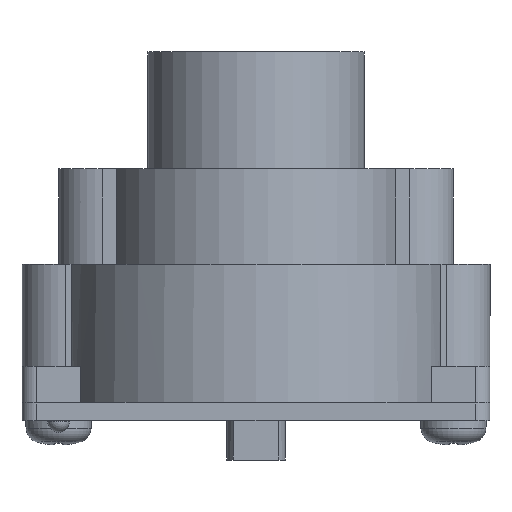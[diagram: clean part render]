
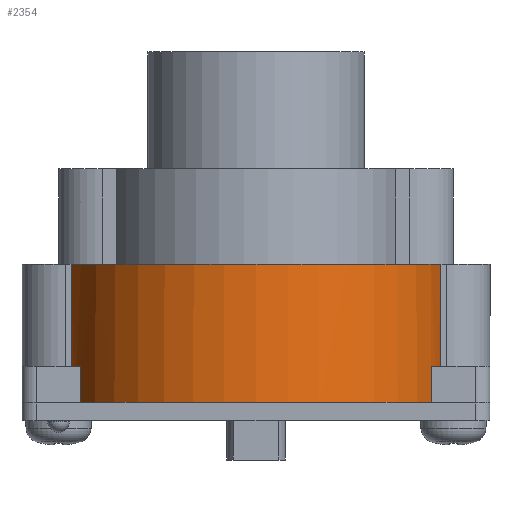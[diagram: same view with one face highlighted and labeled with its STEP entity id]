
A CAD part, front view. The second image highlights one B-rep face of the part: STEP entity #2354.
In plain terms, the highlighted cylindrical face has radius 13 mm (diameter 26 mm), a partial arc.
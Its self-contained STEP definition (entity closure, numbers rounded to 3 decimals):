
#255 = ORIENTED_EDGE ( 'NONE', *, *, #11350, .F. ) ;
#259 = EDGE_CURVE ( 'NONE', #2210, #2933, #10597, .T. ) ;
#470 = VERTEX_POINT ( 'NONE', #567 ) ;
#567 = CARTESIAN_POINT ( 'NONE',  ( 12., -5., 24. ) ) ;
#625 = DIRECTION ( 'NONE',  ( -1., 0., 0. ) ) ;
#664 = ORIENTED_EDGE ( 'NONE', *, *, #259, .T. ) ;
#710 = AXIS2_PLACEMENT_3D ( 'NONE', #9689, #8493, #7295 ) ;
#950 = VERTEX_POINT ( 'NONE', #1202 ) ;
#982 = CARTESIAN_POINT ( 'NONE',  ( -12., -5., 24. ) ) ;
#1037 = EDGE_CURVE ( 'NONE', #2210, #7914, #6296, .T. ) ;
#1202 = CARTESIAN_POINT ( 'NONE',  ( -12.649, -3., 21.5 ) ) ;
#1242 = ORIENTED_EDGE ( 'NONE', *, *, #1037, .F. ) ;
#1588 = VECTOR ( 'NONE', #1884, 1000. ) ;
#1707 = AXIS2_PLACEMENT_3D ( 'NONE', #10610, #8217, #7010 ) ;
#1825 = DIRECTION ( 'NONE',  ( 0., 0., -1. ) ) ;
#1844 = CARTESIAN_POINT ( 'NONE',  ( 12.649, -3., 21.5 ) ) ;
#1884 = DIRECTION ( 'NONE',  ( 0., 0., -1. ) ) ;
#2163 = LINE ( 'NONE', #982, #2918 ) ;
#2210 = VERTEX_POINT ( 'NONE', #3534 ) ;
#2354 = ADVANCED_FACE ( 'NONE', ( #8221 ), #7003, .T. ) ;
#2790 = CIRCLE ( 'NONE', #710, 13. ) ;
#2803 = EDGE_CURVE ( 'NONE', #470, #7985, #6440, .T. ) ;
#2918 = VECTOR ( 'NONE', #11492, 1000. ) ;
#2933 = VERTEX_POINT ( 'NONE', #1844 ) ;
#2961 = DIRECTION ( 'NONE',  ( -1., 0., 0. ) ) ;
#2996 = CARTESIAN_POINT ( 'NONE',  ( 0., 0., 14.5 ) ) ;
#3054 = CARTESIAN_POINT ( 'NONE',  ( -12.649, -3., 24. ) ) ;
#3175 = VECTOR ( 'NONE', #3677, 1000. ) ;
#3534 = CARTESIAN_POINT ( 'NONE',  ( 12.649, -3., 14.5 ) ) ;
#3606 = ORIENTED_EDGE ( 'NONE', *, *, #9618, .T. ) ;
#3677 = DIRECTION ( 'NONE',  ( 0., 0., -1. ) ) ;
#4170 = DIRECTION ( 'NONE',  ( 0., 0., -1. ) ) ;
#4274 = LINE ( 'NONE', #3054, #1588 ) ;
#4346 = CARTESIAN_POINT ( 'NONE',  ( 12., -5., 21.5 ) ) ;
#4854 = ORIENTED_EDGE ( 'NONE', *, *, #9872, .F. ) ;
#4877 = CARTESIAN_POINT ( 'NONE',  ( 12., -5., 24. ) ) ;
#5164 = EDGE_CURVE ( 'NONE', #5364, #950, #7850, .T. ) ;
#5364 = VERTEX_POINT ( 'NONE', #7874 ) ;
#5375 = CARTESIAN_POINT ( 'NONE',  ( 0., 0., 24. ) ) ;
#5750 = CARTESIAN_POINT ( 'NONE',  ( -12.649, -3., 14.5 ) ) ;
#6097 = LINE ( 'NONE', #4877, #3175 ) ;
#6296 = CIRCLE ( 'NONE', #7179, 13. ) ;
#6440 = CIRCLE ( 'NONE', #11653, 13. ) ;
#7003 = CYLINDRICAL_SURFACE ( 'NONE', #8525, 13. ) ;
#7010 = DIRECTION ( 'NONE',  ( 1., 0., 0. ) ) ;
#7179 = AXIS2_PLACEMENT_3D ( 'NONE', #2996, #1825, #625 ) ;
#7295 = DIRECTION ( 'NONE',  ( 1., 0., 0. ) ) ;
#7778 = DIRECTION ( 'NONE',  ( -1., 0., 0. ) ) ;
#7850 = CIRCLE ( 'NONE', #1707, 13. ) ;
#7874 = CARTESIAN_POINT ( 'NONE',  ( -12., -5., 21.5 ) ) ;
#7914 = VERTEX_POINT ( 'NONE', #5750 ) ;
#7985 = VERTEX_POINT ( 'NONE', #10919 ) ;
#8016 = ORIENTED_EDGE ( 'NONE', *, *, #2803, .T. ) ;
#8153 = VECTOR ( 'NONE', #8205, 1000. ) ;
#8205 = DIRECTION ( 'NONE',  ( 0., 0., 1. ) ) ;
#8217 = DIRECTION ( 'NONE',  ( 0., 0., -1. ) ) ;
#8221 = FACE_OUTER_BOUND ( 'NONE', #11014, .T. ) ;
#8374 = EDGE_CURVE ( 'NONE', #950, #7914, #4274, .T. ) ;
#8493 = DIRECTION ( 'NONE',  ( 0., 0., -1. ) ) ;
#8525 = AXIS2_PLACEMENT_3D ( 'NONE', #5375, #4170, #2961 ) ;
#8974 = DIRECTION ( 'NONE',  ( 0., 0., -1. ) ) ;
#9399 = CARTESIAN_POINT ( 'NONE',  ( 12.649, -3., 24. ) ) ;
#9618 = EDGE_CURVE ( 'NONE', #2933, #11439, #2790, .T. ) ;
#9689 = CARTESIAN_POINT ( 'NONE',  ( 0., 0., 21.5 ) ) ;
#9872 = EDGE_CURVE ( 'NONE', #470, #11439, #6097, .T. ) ;
#10185 = CARTESIAN_POINT ( 'NONE',  ( 0., 0., 24. ) ) ;
#10395 = ORIENTED_EDGE ( 'NONE', *, *, #5164, .T. ) ;
#10597 = LINE ( 'NONE', #9399, #8153 ) ;
#10610 = CARTESIAN_POINT ( 'NONE',  ( 0., 0., 21.5 ) ) ;
#10919 = CARTESIAN_POINT ( 'NONE',  ( -12., -5., 24. ) ) ;
#11014 = EDGE_LOOP ( 'NONE', ( #10395, #11346, #1242, #664, #3606, #4854, #8016, #255 ) ) ;
#11346 = ORIENTED_EDGE ( 'NONE', *, *, #8374, .T. ) ;
#11350 = EDGE_CURVE ( 'NONE', #5364, #7985, #2163, .T. ) ;
#11439 = VERTEX_POINT ( 'NONE', #4346 ) ;
#11492 = DIRECTION ( 'NONE',  ( 0., 0., 1. ) ) ;
#11653 = AXIS2_PLACEMENT_3D ( 'NONE', #10185, #8974, #7778 ) ;
